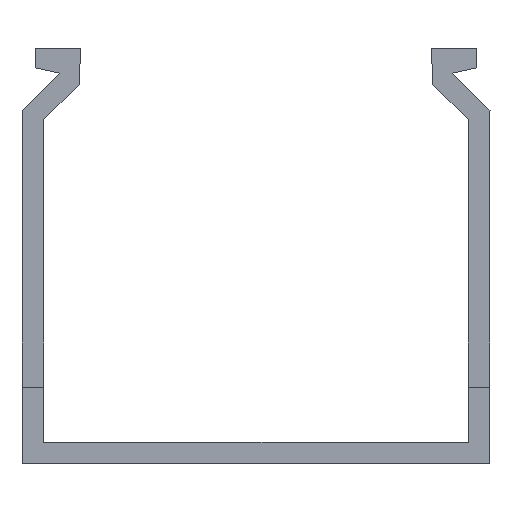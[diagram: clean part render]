
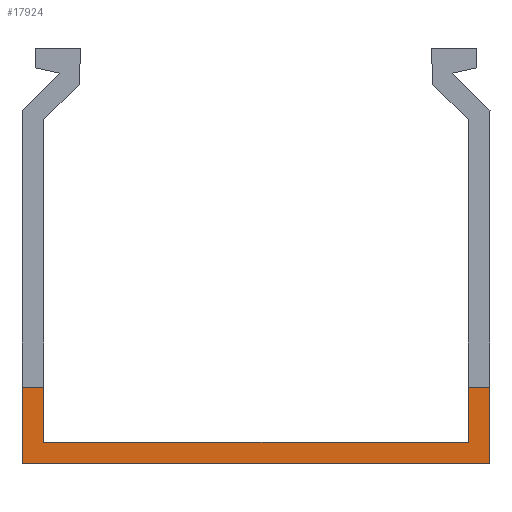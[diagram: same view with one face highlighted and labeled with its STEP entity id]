
A CAD part, front view. The second image highlights one B-rep face of the part: STEP entity #17924.
In plain terms, the highlighted planar face has unit normal (0, -1, 0).
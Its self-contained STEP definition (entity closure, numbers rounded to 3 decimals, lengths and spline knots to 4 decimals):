
#7456 = VERTEX_POINT ( 'NONE', #40366 ) ;
#7457 = VERTEX_POINT ( 'NONE', #40367 ) ;
#7458 = VERTEX_POINT ( 'NONE', #40368 ) ;
#7459 = VERTEX_POINT ( 'NONE', #40369 ) ;
#7462 = VERTEX_POINT ( 'NONE', #40372 ) ;
#7463 = VERTEX_POINT ( 'NONE', #40373 ) ;
#7792 = VERTEX_POINT ( 'NONE', #40702 ) ;
#7796 = VERTEX_POINT ( 'NONE', #40706 ) ;
#9611 = EDGE_LOOP ( 'NONE', ( #27642, #27643, #27644, #27645, #27646, #27647, #27648, #27649 ) ) ;
#9996 = CARTESIAN_POINT ( 'NONE',  ( 1.0608, 0., 0.105 ) ) ;
#10003 = PLANE ( 'NONE',  #10259 ) ;
#10005 = DIRECTION ( 'NONE',  ( 0., 1., 0. ) ) ;
#10006 = DIRECTION ( 'NONE',  ( 0., 0., 1. ) ) ;
#10259 = AXIS2_PLACEMENT_3D ( 'NONE', #9996, #10005, #10006 ) ;
#17924 = ADVANCED_FACE ( 'NONE', ( #45210 ), #10003, .F. ) ;
#19587 = EDGE_CURVE ( 'NONE', #7458, #7792, #20481, .T. ) ;
#19595 = EDGE_CURVE ( 'NONE', #7796, #7456, #20479, .T. ) ;
#19597 = EDGE_CURVE ( 'NONE', #7796, #7792, #20505, .T. ) ;
#20479 = LINE ( 'NONE', #22530, #20507 ) ;
#20481 = LINE ( 'NONE', #22536, #20487 ) ;
#20487 = VECTOR ( 'NONE', #22537, 39.3701 ) ;
#20505 = LINE ( 'NONE', #22548, #20511 ) ;
#20507 = VECTOR ( 'NONE', #22547, 39.3701 ) ;
#20511 = VECTOR ( 'NONE', #22549, 39.3701 ) ;
#22530 = CARTESIAN_POINT ( 'NONE',  ( -1.125, 0., 0. ) ) ;
#22536 = CARTESIAN_POINT ( 'NONE',  ( 1.125, 0., 0. ) ) ;
#22537 = DIRECTION ( 'NONE',  ( 0., 0., -1. ) ) ;
#22547 = DIRECTION ( 'NONE',  ( 0., 0., 1. ) ) ;
#22548 = CARTESIAN_POINT ( 'NONE',  ( 1.0608, 0., 0. ) ) ;
#22549 = DIRECTION ( 'NONE',  ( 1., 0., 0. ) ) ;
#24829 = EDGE_CURVE ( 'NONE', #7462, #7463, #25786, .T. ) ;
#24836 = EDGE_CURVE ( 'NONE', #7463, #7458, #25796, .T. ) ;
#24840 = EDGE_CURVE ( 'NONE', #7456, #7457, #25798, .T. ) ;
#24847 = EDGE_CURVE ( 'NONE', #7457, #7459, #25808, .T. ) ;
#25055 = EDGE_CURVE ( 'NONE', #7459, #7462, #25980, .T. ) ;
#25786 = LINE ( 'NONE', #30794, #25793 ) ;
#25793 = VECTOR ( 'NONE', #30820, 39.3701 ) ;
#25796 = LINE ( 'NONE', #30833, #25799 ) ;
#25798 = LINE ( 'NONE', #30817, #25805 ) ;
#25799 = VECTOR ( 'NONE', #30836, 39.3701 ) ;
#25805 = VECTOR ( 'NONE', #30847, 39.3701 ) ;
#25808 = LINE ( 'NONE', #30860, #25811 ) ;
#25811 = VECTOR ( 'NONE', #30862, 39.3701 ) ;
#25980 = LINE ( 'NONE', #31509, #25986 ) ;
#25986 = VECTOR ( 'NONE', #31513, 39.3701 ) ;
#27642 = ORIENTED_EDGE ( 'NONE', *, *, #24840, .F. ) ;
#27643 = ORIENTED_EDGE ( 'NONE', *, *, #19595, .F. ) ;
#27644 = ORIENTED_EDGE ( 'NONE', *, *, #19597, .T. ) ;
#27645 = ORIENTED_EDGE ( 'NONE', *, *, #19587, .F. ) ;
#27646 = ORIENTED_EDGE ( 'NONE', *, *, #24836, .F. ) ;
#27647 = ORIENTED_EDGE ( 'NONE', *, *, #24829, .F. ) ;
#27648 = ORIENTED_EDGE ( 'NONE', *, *, #25055, .F. ) ;
#27649 = ORIENTED_EDGE ( 'NONE', *, *, #24847, .F. ) ;
#30794 = CARTESIAN_POINT ( 'NONE',  ( 1.02, 0., 0.105 ) ) ;
#30817 = CARTESIAN_POINT ( 'NONE',  ( -1.125, 0., 0.3696 ) ) ;
#30820 = DIRECTION ( 'NONE',  ( 0., 0., 1. ) ) ;
#30833 = CARTESIAN_POINT ( 'NONE',  ( 1.02, 0., 0.3696 ) ) ;
#30836 = DIRECTION ( 'NONE',  ( 1., 0., 0. ) ) ;
#30847 = DIRECTION ( 'NONE',  ( 1., 0., 0. ) ) ;
#30860 = CARTESIAN_POINT ( 'NONE',  ( -1.02, 0., 0.105 ) ) ;
#30862 = DIRECTION ( 'NONE',  ( 0., 0., -1. ) ) ;
#31509 = CARTESIAN_POINT ( 'NONE',  ( -1.02, 0., 0.105 ) ) ;
#31513 = DIRECTION ( 'NONE',  ( 1., 0., 0. ) ) ;
#40366 = CARTESIAN_POINT ( 'NONE',  ( -1.125, 0., 0.3696 ) ) ;
#40367 = CARTESIAN_POINT ( 'NONE',  ( -1.02, 0., 0.3696 ) ) ;
#40368 = CARTESIAN_POINT ( 'NONE',  ( 1.125, 0., 0.3696 ) ) ;
#40369 = CARTESIAN_POINT ( 'NONE',  ( -1.02, 0., 0.105 ) ) ;
#40372 = CARTESIAN_POINT ( 'NONE',  ( 1.02, 0., 0.105 ) ) ;
#40373 = CARTESIAN_POINT ( 'NONE',  ( 1.02, 0., 0.3696 ) ) ;
#40702 = CARTESIAN_POINT ( 'NONE',  ( 1.125, 0., 0. ) ) ;
#40706 = CARTESIAN_POINT ( 'NONE',  ( -1.125, 0., 0. ) ) ;
#45210 = FACE_OUTER_BOUND ( 'NONE', #9611, .T. ) ;
